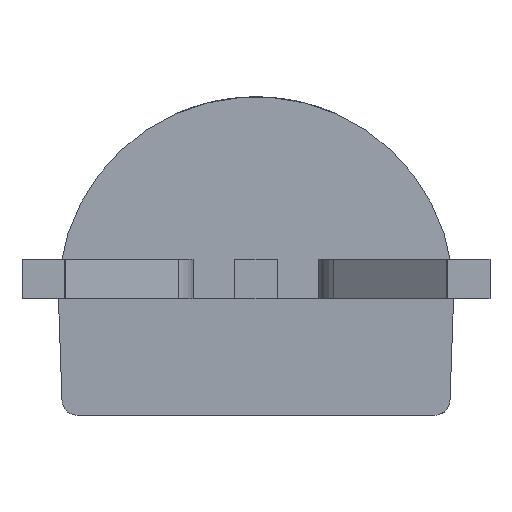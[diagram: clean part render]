
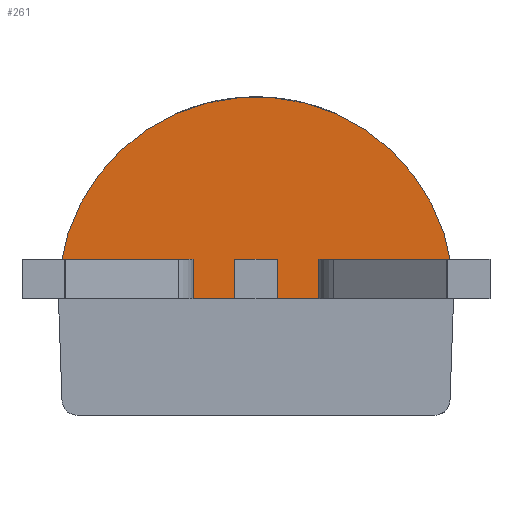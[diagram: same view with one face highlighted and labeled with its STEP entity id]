
A CAD part, front view. The second image highlights one B-rep face of the part: STEP entity #261.
In plain terms, the highlighted planar face has unit normal (0, -1, 0).
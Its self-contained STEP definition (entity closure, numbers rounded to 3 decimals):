
#23 = DIRECTION ( 'NONE',  ( 0., 0., 1. ) ) ;
#103 = VERTEX_POINT ( 'NONE', #1561 ) ;
#200 = AXIS2_PLACEMENT_3D ( 'NONE', #2128, #1900, #750 ) ;
#218 = VECTOR ( 'NONE', #1922, 1000. ) ;
#261 = ADVANCED_FACE ( 'NONE', ( #724 ), #1596, .F. ) ;
#309 = DIRECTION ( 'NONE',  ( -1., 0., 0. ) ) ;
#338 = VERTEX_POINT ( 'NONE', #1060 ) ;
#363 = VERTEX_POINT ( 'NONE', #1462 ) ;
#408 = CARTESIAN_POINT ( 'NONE',  ( 0., -2.665, -0.47 ) ) ;
#453 = VERTEX_POINT ( 'NONE', #1335 ) ;
#559 = CARTESIAN_POINT ( 'NONE',  ( 0.82, -2.665, 0.05 ) ) ;
#614 = LINE ( 'NONE', #696, #819 ) ;
#641 = ORIENTED_EDGE ( 'NONE', *, *, #2539, .F. ) ;
#658 = LINE ( 'NONE', #1979, #727 ) ;
#670 = CARTESIAN_POINT ( 'NONE',  ( -1.38, -2.665, -0.47 ) ) ;
#696 = CARTESIAN_POINT ( 'NONE',  ( -0.82, -2.665, 0.05 ) ) ;
#702 = ORIENTED_EDGE ( 'NONE', *, *, #1483, .F. ) ;
#724 = FACE_OUTER_BOUND ( 'NONE', #828, .T. ) ;
#727 = VECTOR ( 'NONE', #2565, 1000. ) ;
#732 = CIRCLE ( 'NONE', #200, 2.601 ) ;
#750 = DIRECTION ( 'NONE',  ( 0., 0., 1. ) ) ;
#775 = DIRECTION ( 'NONE',  ( -1., 0., 0. ) ) ;
#819 = VECTOR ( 'NONE', #309, 1000. ) ;
#828 = EDGE_LOOP ( 'NONE', ( #1615, #1195, #1761, #908, #641, #1885, #1985, #702, #1101, #2081 ) ) ;
#841 = VECTOR ( 'NONE', #2433, 1000. ) ;
#884 = CARTESIAN_POINT ( 'NONE',  ( 0., -2.665, -0.47 ) ) ;
#897 = CARTESIAN_POINT ( 'NONE',  ( -1.38, -2.665, -0.47 ) ) ;
#908 = ORIENTED_EDGE ( 'NONE', *, *, #1175, .F. ) ;
#952 = VECTOR ( 'NONE', #1616, 1000. ) ;
#1023 = CARTESIAN_POINT ( 'NONE',  ( 0., -2.665, -0.411 ) ) ;
#1046 = LINE ( 'NONE', #670, #841 ) ;
#1060 = CARTESIAN_POINT ( 'NONE',  ( 0.82, -2.665, -0.47 ) ) ;
#1063 = VERTEX_POINT ( 'NONE', #1793 ) ;
#1101 = ORIENTED_EDGE ( 'NONE', *, *, #1206, .T. ) ;
#1124 = CARTESIAN_POINT ( 'NONE',  ( 1.38, -2.665, 0.05 ) ) ;
#1175 = EDGE_CURVE ( 'NONE', #103, #338, #1665, .T. ) ;
#1195 = ORIENTED_EDGE ( 'NONE', *, *, #2570, .F. ) ;
#1206 = EDGE_CURVE ( 'NONE', #363, #2095, #1456, .T. ) ;
#1212 = LINE ( 'NONE', #559, #1832 ) ;
#1219 = DIRECTION ( 'NONE',  ( 0., 1., 0. ) ) ;
#1248 = VERTEX_POINT ( 'NONE', #1813 ) ;
#1305 = CARTESIAN_POINT ( 'NONE',  ( 0., -2.665, -0.47 ) ) ;
#1335 = CARTESIAN_POINT ( 'NONE',  ( -1.38, -2.665, 0.05 ) ) ;
#1344 = EDGE_CURVE ( 'NONE', #1063, #453, #614, .T. ) ;
#1359 = CARTESIAN_POINT ( 'NONE',  ( -0.82, -2.665, -0.47 ) ) ;
#1386 = EDGE_CURVE ( 'NONE', #2461, #1248, #2186, .T. ) ;
#1409 = CARTESIAN_POINT ( 'NONE',  ( 0.82, -2.665, -0.47 ) ) ;
#1456 = LINE ( 'NONE', #408, #2002 ) ;
#1462 = CARTESIAN_POINT ( 'NONE',  ( -2.6, -2.665, -0.47 ) ) ;
#1483 = EDGE_CURVE ( 'NONE', #363, #1248, #732, .T. ) ;
#1561 = CARTESIAN_POINT ( 'NONE',  ( 0.82, -2.665, 0.05 ) ) ;
#1590 = LINE ( 'NONE', #2485, #218 ) ;
#1596 = PLANE ( 'NONE',  #2289 ) ;
#1615 = ORIENTED_EDGE ( 'NONE', *, *, #1344, .F. ) ;
#1616 = DIRECTION ( 'NONE',  ( 0., 0., -1. ) ) ;
#1665 = LINE ( 'NONE', #1409, #952 ) ;
#1737 = CARTESIAN_POINT ( 'NONE',  ( 1.38, -2.665, -0.47 ) ) ;
#1751 = EDGE_CURVE ( 'NONE', #453, #2095, #1046, .T. ) ;
#1761 = ORIENTED_EDGE ( 'NONE', *, *, #1808, .T. ) ;
#1793 = CARTESIAN_POINT ( 'NONE',  ( -0.82, -2.665, 0.05 ) ) ;
#1801 = DIRECTION ( 'NONE',  ( 1., 0., 0. ) ) ;
#1808 = EDGE_CURVE ( 'NONE', #2424, #338, #1930, .T. ) ;
#1813 = CARTESIAN_POINT ( 'NONE',  ( 2.6, -2.665, -0.47 ) ) ;
#1815 = VECTOR ( 'NONE', #2464, 1000. ) ;
#1832 = VECTOR ( 'NONE', #775, 1000. ) ;
#1885 = ORIENTED_EDGE ( 'NONE', *, *, #1955, .F. ) ;
#1891 = DIRECTION ( 'NONE',  ( 1., 0., 0. ) ) ;
#1900 = DIRECTION ( 'NONE',  ( 0., 1., 0. ) ) ;
#1922 = DIRECTION ( 'NONE',  ( 0., 0., 1. ) ) ;
#1930 = LINE ( 'NONE', #884, #2250 ) ;
#1955 = EDGE_CURVE ( 'NONE', #2461, #2213, #1590, .T. ) ;
#1979 = CARTESIAN_POINT ( 'NONE',  ( -0.82, -2.665, -0.47 ) ) ;
#1985 = ORIENTED_EDGE ( 'NONE', *, *, #1386, .T. ) ;
#2002 = VECTOR ( 'NONE', #1801, 1000. ) ;
#2081 = ORIENTED_EDGE ( 'NONE', *, *, #1751, .F. ) ;
#2095 = VERTEX_POINT ( 'NONE', #897 ) ;
#2128 = CARTESIAN_POINT ( 'NONE',  ( 0., -2.665, -0.411 ) ) ;
#2186 = LINE ( 'NONE', #1305, #1815 ) ;
#2213 = VERTEX_POINT ( 'NONE', #1124 ) ;
#2250 = VECTOR ( 'NONE', #1891, 1000. ) ;
#2289 = AXIS2_PLACEMENT_3D ( 'NONE', #1023, #1219, #23 ) ;
#2424 = VERTEX_POINT ( 'NONE', #1359 ) ;
#2433 = DIRECTION ( 'NONE',  ( 0., 0., -1. ) ) ;
#2461 = VERTEX_POINT ( 'NONE', #1737 ) ;
#2464 = DIRECTION ( 'NONE',  ( 1., 0., 0. ) ) ;
#2485 = CARTESIAN_POINT ( 'NONE',  ( 1.38, -2.665, -0.47 ) ) ;
#2539 = EDGE_CURVE ( 'NONE', #2213, #103, #1212, .T. ) ;
#2565 = DIRECTION ( 'NONE',  ( 0., 0., 1. ) ) ;
#2570 = EDGE_CURVE ( 'NONE', #2424, #1063, #658, .T. ) ;
